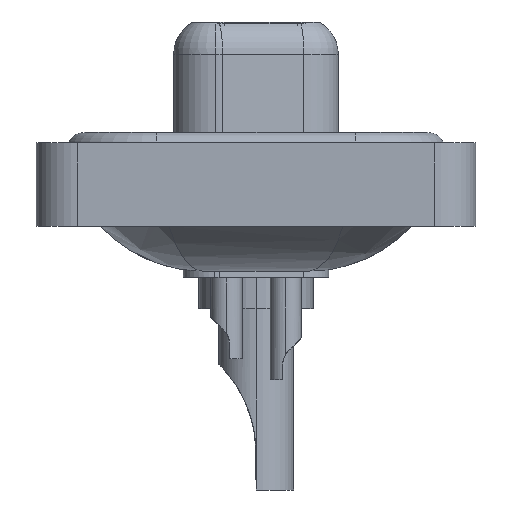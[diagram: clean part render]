
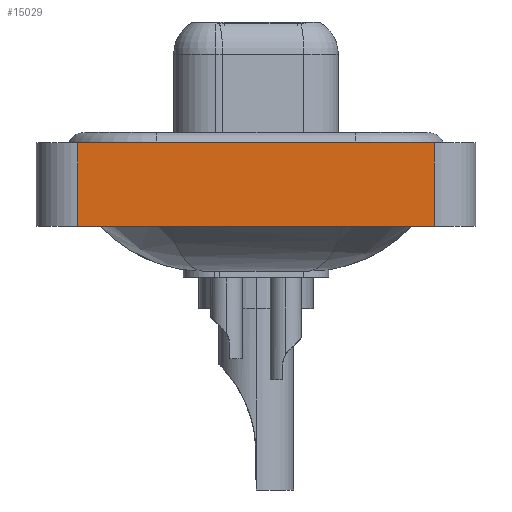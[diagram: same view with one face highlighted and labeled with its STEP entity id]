
A CAD part, left-side view. The second image highlights one B-rep face of the part: STEP entity #15029.
In plain terms, the highlighted planar face has unit normal (-1, 0, 0).
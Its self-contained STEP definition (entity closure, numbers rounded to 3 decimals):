
#209 = PLANE ( 'NONE',  #12523 ) ;
#446 = DIRECTION ( 'NONE',  ( 0., 0., 1. ) ) ;
#704 = ORIENTED_EDGE ( 'NONE', *, *, #19814, .F. ) ;
#1672 = EDGE_CURVE ( 'NONE', #8932, #18243, #19380, .T. ) ;
#1703 = DIRECTION ( 'NONE',  ( -1., 0., 0. ) ) ;
#1797 = FACE_OUTER_BOUND ( 'NONE', #7632, .T. ) ;
#1843 = CARTESIAN_POINT ( 'NONE',  ( -7.25, 8.55, -3.6 ) ) ;
#4156 = CARTESIAN_POINT ( 'NONE',  ( -7.25, -8.55, 0.4 ) ) ;
#4349 = ORIENTED_EDGE ( 'NONE', *, *, #13936, .F. ) ;
#4817 = CARTESIAN_POINT ( 'NONE',  ( -7.25, 8.55, 0.4 ) ) ;
#4957 = VERTEX_POINT ( 'NONE', #7059 ) ;
#5778 = CARTESIAN_POINT ( 'NONE',  ( -7.25, -8.55, -3.6 ) ) ;
#6061 = CARTESIAN_POINT ( 'NONE',  ( -7.25, -8.55, -3.6 ) ) ;
#6329 = VECTOR ( 'NONE', #18994, 1000. ) ;
#7052 = ORIENTED_EDGE ( 'NONE', *, *, #1672, .T. ) ;
#7059 = CARTESIAN_POINT ( 'NONE',  ( -7.25, 8.55, -3.6 ) ) ;
#7632 = EDGE_LOOP ( 'NONE', ( #7052, #4349, #704, #12633 ) ) ;
#8932 = VERTEX_POINT ( 'NONE', #5778 ) ;
#9900 = VECTOR ( 'NONE', #446, 1000. ) ;
#10407 = DIRECTION ( 'NONE',  ( 0., -1., 0. ) ) ;
#11936 = CARTESIAN_POINT ( 'NONE',  ( -7.25, -8.55, -3.6 ) ) ;
#12523 = AXIS2_PLACEMENT_3D ( 'NONE', #6061, #1703, #15443 ) ;
#12633 = ORIENTED_EDGE ( 'NONE', *, *, #15960, .T. ) ;
#12803 = VERTEX_POINT ( 'NONE', #4817 ) ;
#13917 = CARTESIAN_POINT ( 'NONE',  ( -7.25, -8.55, 0.4 ) ) ;
#13936 = EDGE_CURVE ( 'NONE', #12803, #18243, #19305, .T. ) ;
#14358 = LINE ( 'NONE', #1843, #9900 ) ;
#15029 = ADVANCED_FACE ( 'NONE', ( #1797 ), #209, .T. ) ;
#15443 = DIRECTION ( 'NONE',  ( 0., 0., 1. ) ) ;
#15960 = EDGE_CURVE ( 'NONE', #4957, #8932, #16486, .T. ) ;
#16372 = DIRECTION ( 'NONE',  ( 0., -1., 0. ) ) ;
#16486 = LINE ( 'NONE', #11936, #18912 ) ;
#17272 = VECTOR ( 'NONE', #16372, 1000. ) ;
#17470 = CARTESIAN_POINT ( 'NONE',  ( -7.25, -8.55, -3.6 ) ) ;
#18243 = VERTEX_POINT ( 'NONE', #13917 ) ;
#18912 = VECTOR ( 'NONE', #10407, 1000. ) ;
#18994 = DIRECTION ( 'NONE',  ( 0., 0., 1. ) ) ;
#19305 = LINE ( 'NONE', #4156, #17272 ) ;
#19380 = LINE ( 'NONE', #17470, #6329 ) ;
#19814 = EDGE_CURVE ( 'NONE', #4957, #12803, #14358, .T. ) ;
